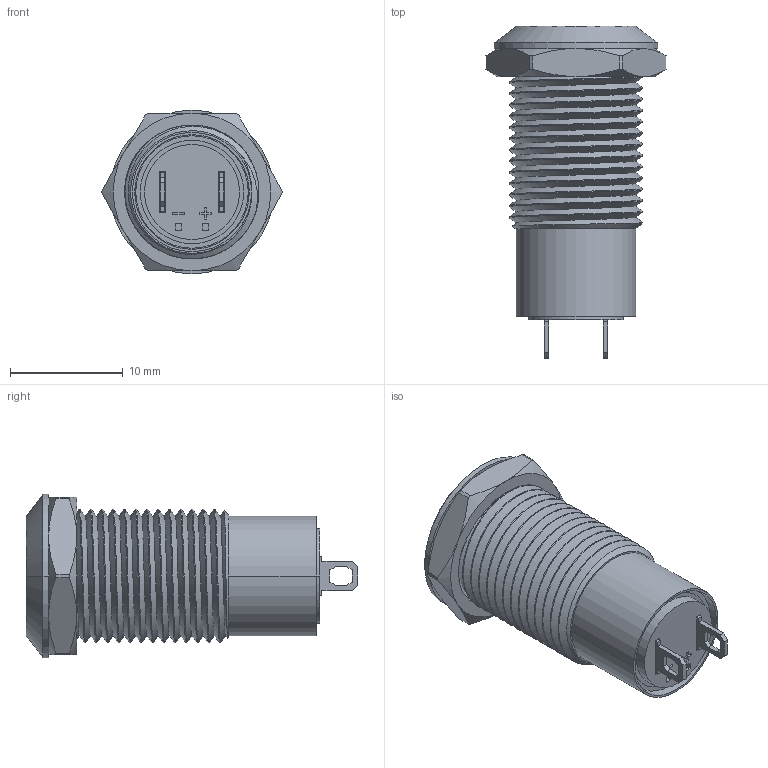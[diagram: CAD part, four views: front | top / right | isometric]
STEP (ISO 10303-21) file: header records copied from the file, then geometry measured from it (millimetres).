
FILE_DESCRIPTION(/* description */ (''),/* implementation_level */ '2;1');
FILE_NAME(/* name */ 'J12-311.stp',/* time_stamp */ '2021-04-08T13:28:06+08:00',/* author */ (''),/* organization */ (''),/* preprocessor_version */ 'ST-DEVELOPER v11',/* originating_system */ 'SIEMENS UGS NX 6.0',/* authorisation */ '');
FILE_SCHEMA (('CONFIG_CONTROL_DESIGN'));
Length unit declared in the file: millimetre
Products named in the file (1): model1
Bounding box: 16 x 29.5 x 14.55 mm (x, y, z)
Volume: 2286.9 mm3; surface area: 7659.4 mm2
Topology: 9 solids, 9 shells, 405 faces, 1090 edges, 708 vertices
Faces by surface type: plane 235, cylinder 119, cone 29, bspline 22
Full cylindrical faces by diameter (mm): 2.5 x1, 3 x1, 9 x1
Entity records: 18815 total; most frequent: CARTESIAN_POINT 8917, ORIENTED_EDGE 2156, DIRECTION 1828, EDGE_CURVE 1078, VERTEX_POINT 703, LINE 694, VECTOR 694, AXIS2_PLACEMENT_3D 567
